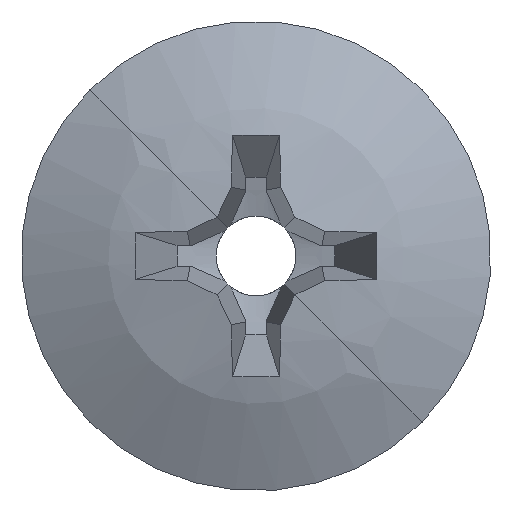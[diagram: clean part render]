
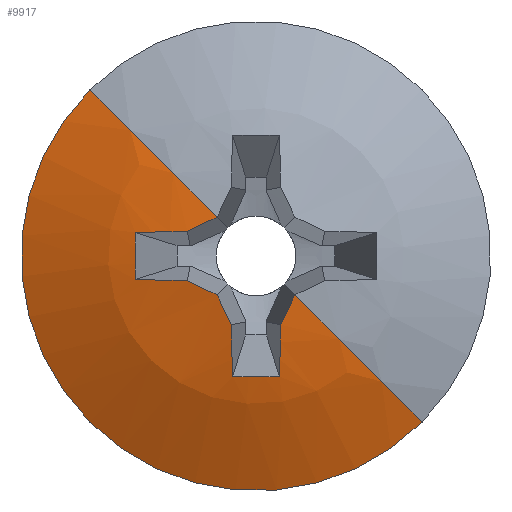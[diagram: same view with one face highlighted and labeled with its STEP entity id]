
A CAD part, left-side view. The second image highlights one B-rep face of the part: STEP entity #9917.
In plain terms, the highlighted spherical face has radius 5.452 mm.
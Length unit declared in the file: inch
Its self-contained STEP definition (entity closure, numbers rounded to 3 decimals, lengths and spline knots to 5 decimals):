
#4372=CARTESIAN_POINT('',(0.14257,0.01131,
0.01131));
#4373=DIRECTION('',(-0.128,0.701,0.701));
#4374=DIRECTION('',(-0.959,0.092,-0.268));
#4375=AXIS2_PLACEMENT_3D('',#4372,#4373,#4374);
#4377=CARTESIAN_POINT('',(-0.06856,0.,-0.02484));
#4378=CARTESIAN_POINT('',(-0.06849,0.00152,
-0.02539));
#4379=CARTESIAN_POINT('',(-0.06833,0.00455,
-0.02647));
#4380=CARTESIAN_POINT('',(-0.06799,0.00901,
-0.02805));
#4381=CARTESIAN_POINT('',(-0.06766,0.01229,
-0.0292));
#4382=CARTESIAN_POINT('',(-0.06746,0.01399,
-0.02979));
#4384=CARTESIAN_POINT('',(-0.06746,-0.01399,
-0.02979));
#4385=CARTESIAN_POINT('',(-0.06766,-0.01228,
-0.02919));
#4386=CARTESIAN_POINT('',(-0.06799,-0.00898,
-0.02804));
#4387=CARTESIAN_POINT('',(-0.06833,-0.00452,
-0.02646));
#4388=CARTESIAN_POINT('',(-0.06849,-0.00151,
-0.02538));
#4389=CARTESIAN_POINT('',(-0.06856,0.,-0.02484));
#4391=CARTESIAN_POINT('',(0.14257,-0.01131,
0.01131));
#4392=DIRECTION('',(-0.128,-0.701,0.701));
#4393=DIRECTION('',(-0.981,-0.012,-0.192));
#4394=AXIS2_PLACEMENT_3D('',#4391,#4392,#4393);
#4396=CARTESIAN_POINT('',(0.13324,0.01932,
0.01932));
#4397=DIRECTION('',(-0.385,0.653,0.653));
#4398=DIRECTION('',(-0.922,-0.237,-0.307));
#4399=AXIS2_PLACEMENT_3D('',#4396,#4397,#4398);
#4401=CARTESIAN_POINT('',(0.14257,0.01131,
-0.01131));
#4402=DIRECTION('',(-0.128,0.701,-0.701));
#4403=DIRECTION('',(-0.959,-0.268,-0.092));
#4404=AXIS2_PLACEMENT_3D('',#4401,#4402,#4403);
#4406=CARTESIAN_POINT('',(-0.06856,-0.02484,0.));
#4407=CARTESIAN_POINT('',(-0.0685,-0.02536,
-0.00145));
#4408=CARTESIAN_POINT('',(-0.06834,-0.0264,
-0.00436));
#4409=CARTESIAN_POINT('',(-0.06799,-0.02806,
-0.00905));
#4410=CARTESIAN_POINT('',(-0.06766,-0.0292,
-0.01231));
#4411=CARTESIAN_POINT('',(-0.06746,-0.02979,
-0.01399));
#4413=CARTESIAN_POINT('',(0.14464,0.,0.));
#4414=DIRECTION('',(0.,0.,-1.));
#4415=DIRECTION('',(-0.87,-0.494,0.));
#4416=AXIS2_PLACEMENT_3D('',#4413,#4414,#4415);
#4418=CARTESIAN_POINT('',(-0.042,0.,0.));
#4419=DIRECTION('',(-1.,0.,0.));
#4420=DIRECTION('',(0.,1.,0.));
#4421=AXIS2_PLACEMENT_3D('',#4418,#4419,#4420);
#4423=CARTESIAN_POINT('',(0.14464,0.,0.));
#4424=DIRECTION('',(0.,0.,1.));
#4425=DIRECTION('',(-0.87,0.494,0.));
#4426=AXIS2_PLACEMENT_3D('',#4423,#4424,#4425);
#4428=CARTESIAN_POINT('',(-0.06746,0.02979,
-0.01399));
#4429=CARTESIAN_POINT('',(-0.06765,0.0292,
-0.01231));
#4430=CARTESIAN_POINT('',(-0.06799,0.02806,
-0.00905));
#4431=CARTESIAN_POINT('',(-0.06834,0.0264,
-0.00437));
#4432=CARTESIAN_POINT('',(-0.0685,0.02536,
-0.00145));
#4433=CARTESIAN_POINT('',(-0.06856,0.02484,0.));
#4435=CARTESIAN_POINT('',(0.14257,-0.01131,
-0.01131));
#4436=DIRECTION('',(0.128,0.701,0.701));
#4437=DIRECTION('',(-0.959,0.268,-0.092));
#4438=AXIS2_PLACEMENT_3D('',#4435,#4436,#4437);
#4440=CARTESIAN_POINT('',(0.13324,-0.01932,
0.01932));
#4441=DIRECTION('',(0.385,0.653,-0.653));
#4442=DIRECTION('',(-0.922,0.237,-0.307));
#4443=AXIS2_PLACEMENT_3D('',#4440,#4441,#4442);
#4559=CARTESIAN_POINT('',(-0.06856,-0.02484,0.));
#4605=CARTESIAN_POINT('',(-0.06856,0.02484,0.));
#4857=CARTESIAN_POINT('',(-0.042,0.106,0.));
#4859=VERTEX_POINT('',#4857);
#4861=CARTESIAN_POINT('',(-0.042,-0.106,0.));
#4863=VERTEX_POINT('',#4861);
#4954=VERTEX_POINT('',#4559);
#4969=VERTEX_POINT('',#4605);
#4970=CARTESIAN_POINT('',(-0.06271,0.03104,
-0.04597));
#4971=CARTESIAN_POINT('',(-0.06746,0.01399,
-0.02979));
#4972=VERTEX_POINT('',#4970);
#4973=VERTEX_POINT('',#4971);
#4974=VERTEX_POINT('',#4377);
#4975=VERTEX_POINT('',#4384);
#4976=CARTESIAN_POINT('',(-0.06271,-0.03104,
-0.04597));
#4977=VERTEX_POINT('',#4976);
#4978=CARTESIAN_POINT('',(-0.06271,-0.04597,
-0.03104));
#4979=VERTEX_POINT('',#4978);
#4980=CARTESIAN_POINT('',(-0.06746,-0.02979,
-0.01399));
#4981=VERTEX_POINT('',#4980);
#4982=VERTEX_POINT('',#4428);
#4983=CARTESIAN_POINT('',(-0.06271,0.04597,
-0.03104));
#4984=VERTEX_POINT('',#4983);
#9885=CARTESIAN_POINT('',(0.14464,0.,0.));
#9886=DIRECTION('',(1.,0.,0.));
#9887=DIRECTION('',(0.,-1.,0.));
#9888=AXIS2_PLACEMENT_3D('',#9885,#9886,#9887);
#9889=SPHERICAL_SURFACE('',#9888,0.21464);
#9891=ORIENTED_EDGE('',*,*,#9890,.T.);
#9893=ORIENTED_EDGE('',*,*,#9892,.F.);
#9895=ORIENTED_EDGE('',*,*,#9894,.F.);
#9897=ORIENTED_EDGE('',*,*,#9896,.T.);
#9899=ORIENTED_EDGE('',*,*,#9898,.T.);
#9901=ORIENTED_EDGE('',*,*,#9900,.T.);
#9903=ORIENTED_EDGE('',*,*,#9902,.F.);
#9905=ORIENTED_EDGE('',*,*,#9904,.F.);
#9906=ORIENTED_EDGE('',*,*,#9878,.F.);
#9908=ORIENTED_EDGE('',*,*,#9907,.T.);
#9910=ORIENTED_EDGE('',*,*,#9909,.F.);
#9912=ORIENTED_EDGE('',*,*,#9911,.F.);
#9914=ORIENTED_EDGE('',*,*,#9913,.F.);
#9915=EDGE_LOOP('',(#9891,#9893,#9895,#9897,#9899,#9901,#9903,#9905,#9906,#9908,
#9910,#9912,#9914));
#9916=FACE_OUTER_BOUND('',#9915,.F.);
#4376=CIRCLE('',#4375,0.21404);
#4383=B_SPLINE_CURVE_WITH_KNOTS('',3,(#4377,#4378,#4379,#4380,#4381,#4382),
.UNSPECIFIED.,.F.,.F.,(4,1,1,4),(0.,0.33333,0.66667,1.),
.UNSPECIFIED.);
#4390=B_SPLINE_CURVE_WITH_KNOTS('',3,(#4384,#4385,#4386,#4387,#4388,#4389),
.UNSPECIFIED.,.F.,.F.,(4,1,1,4),(0.,0.33333,0.66667,1.),
.UNSPECIFIED.);
#4395=CIRCLE('',#4394,0.21404);
#4400=CIRCLE('',#4399,0.21259);
#4405=CIRCLE('',#4404,0.21404);
#4412=B_SPLINE_CURVE_WITH_KNOTS('',3,(#4406,#4407,#4408,#4409,#4410,#4411),
.UNSPECIFIED.,.F.,.F.,(4,1,1,4),(0.,0.33333,0.66667,1.),
.UNSPECIFIED.);
#4417=CIRCLE('',#4416,0.21464);
#4422=CIRCLE('',#4421,0.106);
#4427=CIRCLE('',#4426,0.21464);
#4434=B_SPLINE_CURVE_WITH_KNOTS('',3,(#4428,#4429,#4430,#4431,#4432,#4433),
.UNSPECIFIED.,.F.,.F.,(4,1,1,4),(0.,0.33333,0.66667,1.),
.UNSPECIFIED.);
#4439=CIRCLE('',#4438,0.21404);
#4444=CIRCLE('',#4443,0.21259);
#9878=EDGE_CURVE('',#4859,#4863,#4422,.T.);
#9890=EDGE_CURVE('',#4972,#4973,#4376,.T.);
#9892=EDGE_CURVE('',#4974,#4973,#4383,.T.);
#9894=EDGE_CURVE('',#4975,#4974,#4390,.T.);
#9896=EDGE_CURVE('',#4975,#4977,#4395,.T.);
#9898=EDGE_CURVE('',#4977,#4979,#4400,.T.);
#9900=EDGE_CURVE('',#4979,#4981,#4405,.T.);
#9902=EDGE_CURVE('',#4954,#4981,#4412,.T.);
#9904=EDGE_CURVE('',#4863,#4954,#4417,.T.);
#9907=EDGE_CURVE('',#4859,#4969,#4427,.T.);
#9909=EDGE_CURVE('',#4982,#4969,#4434,.T.);
#9911=EDGE_CURVE('',#4984,#4982,#4439,.T.);
#9913=EDGE_CURVE('',#4972,#4984,#4444,.T.);
#9917=ADVANCED_FACE('',(#9916),#9889,.T.);
